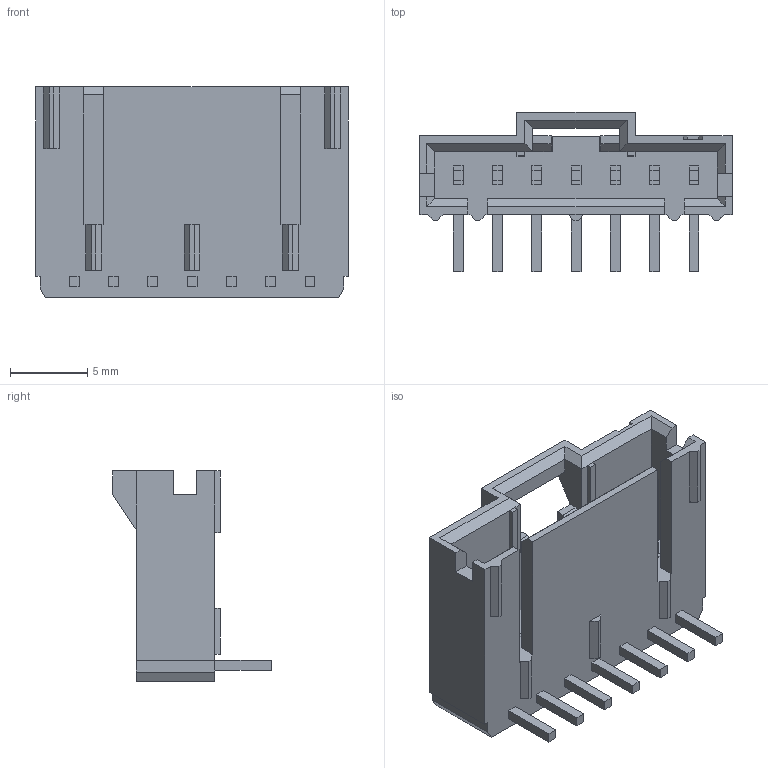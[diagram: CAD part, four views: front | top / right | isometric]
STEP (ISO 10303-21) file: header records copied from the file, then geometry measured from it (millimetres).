
FILE_DESCRIPTION(('STEP AP242'),'1');
FILE_NAME('103906-6.stp','2024-03-08T03:54:18',('TraceParts'),('TraceParts S.A.'),'Spatial InterOp 3D',' ',' ');
FILE_SCHEMA(('AP242_MANAGED_MODEL_BASED_3D_ENGINEERING_MIM_LF {1 0 10303 442 1 1 4}'));
Length unit declared in the file: millimetre
Products named in the file (1): 103906-6
Bounding box: 20.19 x 10.28 x 13.59 mm (x, y, z)
Volume: 875 mm3; surface area: 1421.8 mm2
Topology: 1 solids, 1 shells, 193 faces, 518 edges, 340 vertices
Faces by surface type: plane 193
Entity records: 5903 total; most frequent: CARTESIAN_POINT 1052, ORIENTED_EDGE 1036, DIRECTION 906, EDGE_CURVE 518, LINE 518, VECTOR 518, VERTEX_POINT 340, EDGE_LOOP 208
